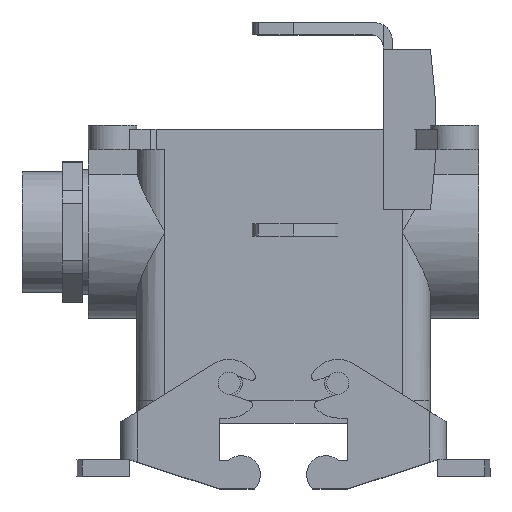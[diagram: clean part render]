
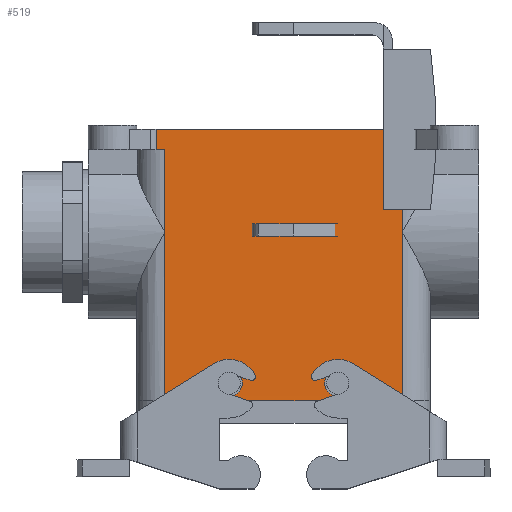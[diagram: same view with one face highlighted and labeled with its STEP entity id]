
A CAD part, top view. The second image highlights one B-rep face of the part: STEP entity #519.
In plain terms, the highlighted planar face has unit normal (0, 0, 1).
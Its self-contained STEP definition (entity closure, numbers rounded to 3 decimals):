
#519 = ADVANCED_FACE( '', ( #1126, #1127, #1128 ), #1129, .F. );
#1126 = FACE_BOUND( '', #1814, .T. );
#1127 = FACE_OUTER_BOUND( '', #1815, .T. );
#1128 = FACE_BOUND( '', #1816, .T. );
#1129 = PLANE( '', #1817 );
#1814 = EDGE_LOOP( '', ( #3224 ) );
#1815 = EDGE_LOOP( '', ( #3225, #3226, #3227, #3228, #3229, #3230, #3231, #3232, #3233, #3234 ) );
#1816 = EDGE_LOOP( '', ( #3235 ) );
#1817 = AXIS2_PLACEMENT_3D( '', #3236, #3237, #3238 );
#3224 = ORIENTED_EDGE( '', *, *, #4358, .F. );
#3225 = ORIENTED_EDGE( '', *, *, #3977, .T. );
#3226 = ORIENTED_EDGE( '', *, *, #4384, .T. );
#3227 = ORIENTED_EDGE( '', *, *, #4331, .F. );
#3228 = ORIENTED_EDGE( '', *, *, #4385, .T. );
#3229 = ORIENTED_EDGE( '', *, *, #4056, .T. );
#3230 = ORIENTED_EDGE( '', *, *, #4337, .F. );
#3231 = ORIENTED_EDGE( '', *, *, #4386, .F. );
#3232 = ORIENTED_EDGE( '', *, *, #4106, .F. );
#3233 = ORIENTED_EDGE( '', *, *, #3969, .F. );
#3234 = ORIENTED_EDGE( '', *, *, #3873, .T. );
#3235 = ORIENTED_EDGE( '', *, *, #4387, .F. );
#3236 = CARTESIAN_POINT( '', ( 32.515, -5., 21.5 ) );
#3237 = DIRECTION( '', ( 0., 0., -1. ) );
#3238 = DIRECTION( '', ( -1., 0., 0. ) );
#3873 = EDGE_CURVE( '', #4595, #4599, #4601, .T. );
#3969 = EDGE_CURVE( '', #4595, #4756, #4765, .T. );
#3977 = EDGE_CURVE( '', #4599, #4778, #4780, .T. );
#4056 = EDGE_CURVE( '', #4911, #4912, #4913, .T. );
#4106 = EDGE_CURVE( '', #4756, #4988, #4989, .T. );
#4331 = EDGE_CURVE( '', #5317, #5319, #5320, .T. );
#4337 = EDGE_CURVE( '', #5273, #4912, #5327, .T. );
#4358 = EDGE_CURVE( '', #5353, #5353, #5354, .F. );
#4384 = EDGE_CURVE( '', #4778, #5319, #5388, .F. );
#4385 = EDGE_CURVE( '', #5317, #4911, #5389, .T. );
#4386 = EDGE_CURVE( '', #4988, #5273, #5390, .T. );
#4387 = EDGE_CURVE( '', #5391, #5391, #5392, .F. );
#4595 = VERTEX_POINT( '', #5642 );
#4599 = VERTEX_POINT( '', #5647 );
#4601 = LINE( '', #5649, #5650 );
#4756 = VERTEX_POINT( '', #5883 );
#4765 = LINE( '', #5895, #5896 );
#4778 = VERTEX_POINT( '', #5911 );
#4780 = LINE( '', #5913, #5914 );
#4911 = VERTEX_POINT( '', #6093 );
#4912 = VERTEX_POINT( '', #6094 );
#4913 = LINE( '', #6095, #6096 );
#4988 = VERTEX_POINT( '', #6255 );
#4989 = LINE( '', #6256, #6257 );
#5273 = VERTEX_POINT( '', #6716 );
#5317 = VERTEX_POINT( '', #6771 );
#5319 = VERTEX_POINT( '', #6773 );
#5320 = LINE( '', #6774, #6775 );
#5327 = B_SPLINE_CURVE_WITH_KNOTS( '', 1, ( #6784, #6785 ), .UNSPECIFIED., .F., .F., ( 2, 2 ), ( 0., 1. ), .UNSPECIFIED. );
#5353 = VERTEX_POINT( '', #6842 );
#5354 = CIRCLE( '', #6843, 3.25 );
#5388 = LINE( '', #6887, #6888 );
#5389 = LINE( '', #6889, #6890 );
#5390 = LINE( '', #6891, #6892 );
#5391 = VERTEX_POINT( '', #6893 );
#5392 = CIRCLE( '', #6894, 3.25 );
#5642 = CARTESIAN_POINT( '', ( 31.686, -5., 21.5 ) );
#5647 = CARTESIAN_POINT( '', ( 31.686, 0., 21.5 ) );
#5649 = CARTESIAN_POINT( '', ( 31.686, 0., 21.5 ) );
#5650 = VECTOR( '', #7172, 1000. );
#5883 = CARTESIAN_POINT( '', ( 29.5, -5., 21.5 ) );
#5895 = CARTESIAN_POINT( '', ( 32.515, -5., 21.5 ) );
#5896 = VECTOR( '', #7290, 1000. );
#5911 = CARTESIAN_POINT( '', ( -31.686, 0., 21.5 ) );
#5913 = CARTESIAN_POINT( '', ( 32.515, 0., 21.5 ) );
#5914 = VECTOR( '', #7305, 1000. );
#6093 = CARTESIAN_POINT( '', ( -29.5, -25.5, 21.5 ) );
#6094 = CARTESIAN_POINT( '', ( -29.5, -67.4, 21.505 ) );
#6095 = CARTESIAN_POINT( '', ( -29.5, 64.704, 21.5 ) );
#6096 = VECTOR( '', #7408, 1000. );
#6255 = CARTESIAN_POINT( '', ( 29.5, -25.5, 21.5 ) );
#6256 = CARTESIAN_POINT( '', ( 29.5, 64.704, 21.5 ) );
#6257 = VECTOR( '', #7477, 1000. );
#6716 = CARTESIAN_POINT( '', ( 29.5, -67.4, 21.505 ) );
#6771 = CARTESIAN_POINT( '', ( -29.5, -5., 21.5 ) );
#6773 = CARTESIAN_POINT( '', ( -31.686, -5., 21.5 ) );
#6774 = CARTESIAN_POINT( '', ( 32.515, -5., 21.5 ) );
#6775 = VECTOR( '', #7765, 1000. );
#6784 = CARTESIAN_POINT( '', ( 29.5, -67.4, 21.51 ) );
#6785 = CARTESIAN_POINT( '', ( -29.5, -67.4, 21.51 ) );
#6842 = CARTESIAN_POINT( '', ( 10.25, -63.1, 21.5 ) );
#6843 = AXIS2_PLACEMENT_3D( '', #7792, #7793, #7794 );
#6887 = CARTESIAN_POINT( '', ( -31.686, -5., 21.5 ) );
#6888 = VECTOR( '', #7817, 1000. );
#6889 = CARTESIAN_POINT( '', ( -29.5, 64.704, 21.5 ) );
#6890 = VECTOR( '', #7818, 1000. );
#6891 = CARTESIAN_POINT( '', ( 29.5, 64.704, 21.5 ) );
#6892 = VECTOR( '', #7819, 1000. );
#6893 = CARTESIAN_POINT( '', ( -16.75, -63.1, 21.5 ) );
#6894 = AXIS2_PLACEMENT_3D( '', #7820, #7821, #7822 );
#7172 = DIRECTION( '', ( 0., 1., 0. ) );
#7290 = DIRECTION( '', ( -1., 0., 0. ) );
#7305 = DIRECTION( '', ( -1., 0., 0. ) );
#7408 = DIRECTION( '', ( 0., -1., 0. ) );
#7477 = DIRECTION( '', ( 0., -1., 0. ) );
#7765 = DIRECTION( '', ( -1., 0., 0. ) );
#7792 = CARTESIAN_POINT( '', ( 13.5, -63.1, 21.5 ) );
#7793 = DIRECTION( '', ( 0., 0., -1. ) );
#7794 = DIRECTION( '', ( -1., 0., 0. ) );
#7817 = DIRECTION( '', ( 0., 1., 0. ) );
#7818 = DIRECTION( '', ( 0., -1., 0. ) );
#7819 = DIRECTION( '', ( 0., -1., 0. ) );
#7820 = CARTESIAN_POINT( '', ( -13.5, -63.1, 21.5 ) );
#7821 = DIRECTION( '', ( 0., 0., -1. ) );
#7822 = DIRECTION( '', ( -1., 0., 0. ) );
